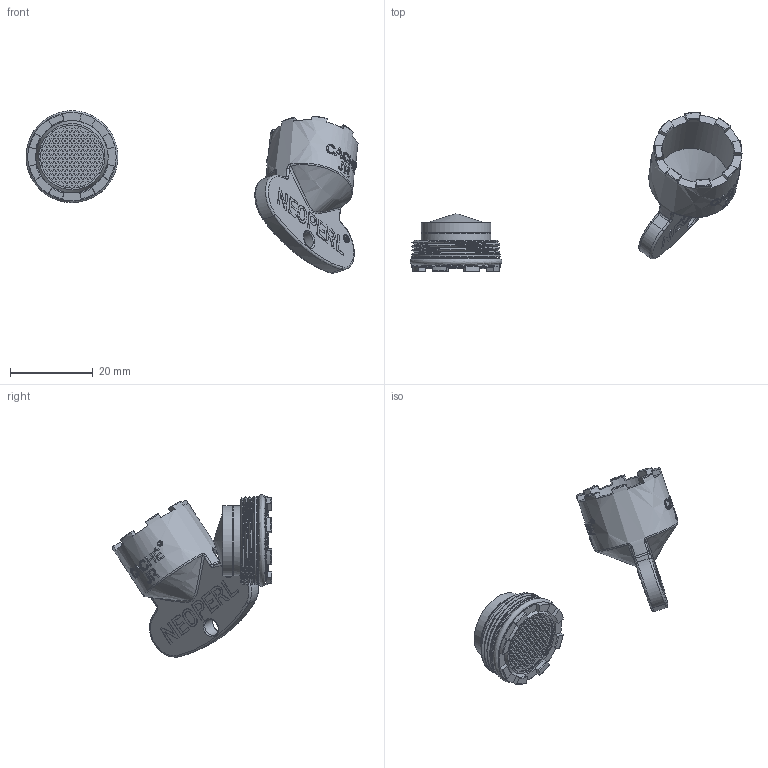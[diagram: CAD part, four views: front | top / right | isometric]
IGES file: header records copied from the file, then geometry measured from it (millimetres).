
Global section: file name: V293; native system: Autodesk Inventor 2018; preprocessor: unknown; author: mblakey; date: 20180123.143722; units: millimetre
Bounding box: 80.45 x 38.53 x 39.34 mm (x, y, z)
Volume: 6977 mm3; surface area: 6526.7 mm2
Topology: 2 solids, 3 shells, 1785 faces, 4714 edges, 3154 vertices
Faces by surface type: bspline 1785
